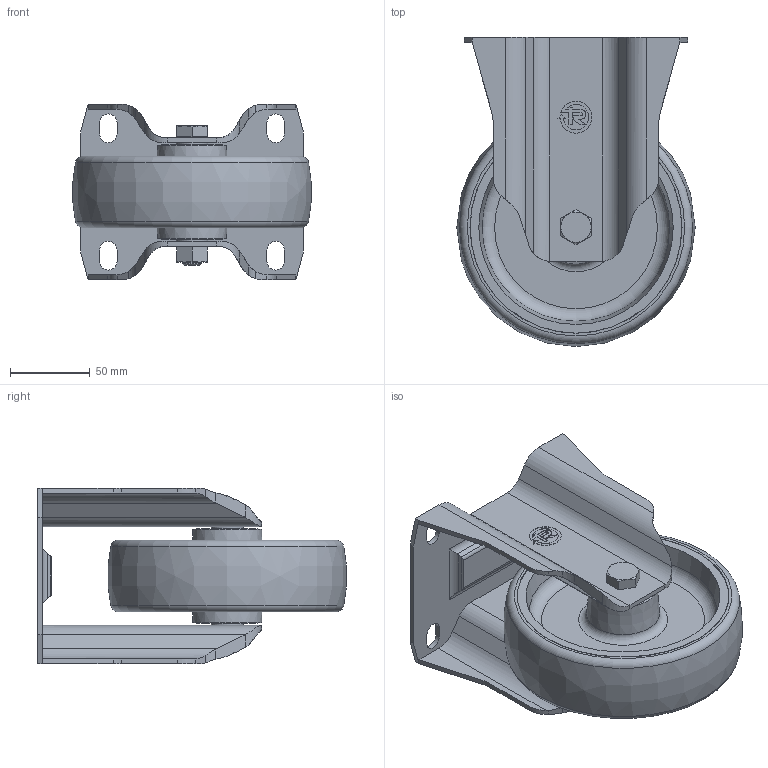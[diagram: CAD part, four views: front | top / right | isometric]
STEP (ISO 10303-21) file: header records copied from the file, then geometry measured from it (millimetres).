
FILE_DESCRIPTION( ( 'STEP AP214' ), ' ' );
FILE_NAME( 'SF_NL_2_150_605711_0.stp', '2017-04-27T09:13:29', ( '' ), ( '' ), ' ', 'PARTsolutions', ' ' );
FILE_SCHEMA( ( 'AUTOMOTIVE_DESIGN { 1 0 10303 214 1 1 1 1 }' ) );
Length unit declared in the file: millimetre
Products named in the file (6): SF/NL 2 150 605711 0; _Serie 60 P6 CB - 601104; _Shaft 150-M12-60-20600; _SF/NL (150-140x110-45194)-b; _Nut M12(GREY); _Bolt M12-80(GREY)
Assembly tree (5 placements, depth 2):
  SF/NL 2 150 605711 0
    _Serie 60 P6 CB - 601104
    _Shaft 150-M12-60-20600
    _SF/NL (150-140x110-45194)-b
    _Nut M12(GREY)
    _Bolt M12-80(GREY)
Bounding box: 149.57 x 193.78 x 110 mm (x, y, z)
Volume: 609975.1 mm3; surface area: 174748.5 mm2
Topology: 5 solids, 5 shells, 273 faces, 711 edges, 465 vertices
Faces by surface type: plane 159, cylinder 82, cone 25, torus 6, bspline 1
Full cylindrical faces by diameter (mm): 10.106 x1, 12 x4, 16.47 x1, 20 x2, 38 x2, 132.8 x2, 133 x2
Entity records: 10971 total; most frequent: CARTESIAN_POINT 2030, ORIENTED_EDGE 1366, DIRECTION 1352, EDGE_CURVE 683, VERTEX_POINT 465, AXIS2_PLACEMENT_3D 463, LINE 426, VECTOR 426
